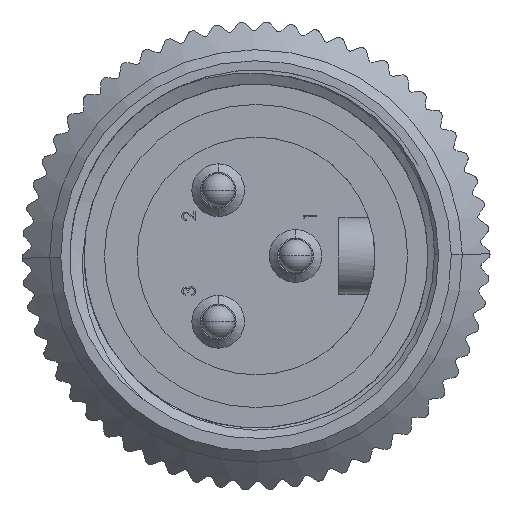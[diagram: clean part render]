
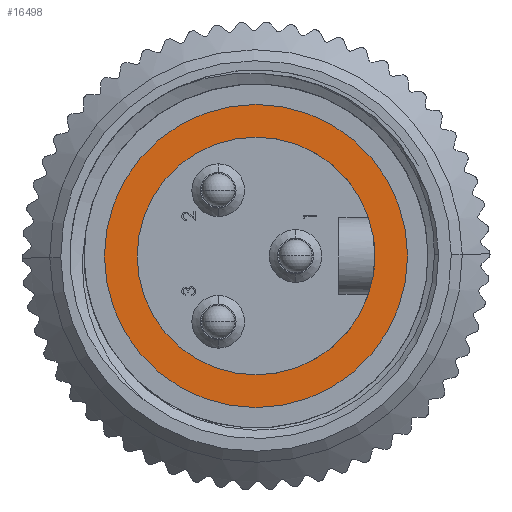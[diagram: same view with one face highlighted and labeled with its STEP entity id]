
A CAD part, left-side view. The second image highlights one B-rep face of the part: STEP entity #16498.
In plain terms, the highlighted planar face has unit normal (-1, 0, 0).
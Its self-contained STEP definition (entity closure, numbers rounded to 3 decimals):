
#702 = AXIS2_PLACEMENT_3D ( 'NONE', #38372, #17045, #41956 ) ;
#1044 = ORIENTED_EDGE ( 'NONE', *, *, #36641, .T. ) ;
#1680 = CARTESIAN_POINT ( 'NONE',  ( -9.525, 0., 0. ) ) ;
#2461 = PLANE ( 'NONE',  #21056 ) ;
#2471 = ORIENTED_EDGE ( 'NONE', *, *, #39708, .F. ) ;
#5254 = DIRECTION ( 'NONE',  ( 0., 0., 1. ) ) ;
#5459 = DIRECTION ( 'NONE',  ( -1., 0., 0. ) ) ;
#10071 = VERTEX_POINT ( 'NONE', #33745 ) ;
#14721 = VERTEX_POINT ( 'NONE', #36805 ) ;
#15463 = DIRECTION ( 'NONE',  ( -1., 0., 0. ) ) ;
#16250 = EDGE_LOOP ( 'NONE', ( #22394, #1044 ) ) ;
#16377 = CARTESIAN_POINT ( 'NONE',  ( -9.525, 0., 7.112 ) ) ;
#16498 = ADVANCED_FACE ( 'NONE', ( #31794, #22338 ), #2461, .F. ) ;
#16678 = DIRECTION ( 'NONE',  ( 1., 0., 0. ) ) ;
#16710 = CIRCLE ( 'NONE', #702, 9.068 ) ;
#17045 = DIRECTION ( 'NONE',  ( -1., 0., 0. ) ) ;
#18887 = EDGE_CURVE ( 'NONE', #14721, #24073, #45938, .T. ) ;
#20140 = AXIS2_PLACEMENT_3D ( 'NONE', #1680, #26519, #5254 ) ;
#20971 = CIRCLE ( 'NONE', #41068, 9.068 ) ;
#21056 = AXIS2_PLACEMENT_3D ( 'NONE', #38004, #16678, #41562 ) ;
#22338 = FACE_OUTER_BOUND ( 'NONE', #16250, .T. ) ;
#22394 = ORIENTED_EDGE ( 'NONE', *, *, #37912, .T. ) ;
#24073 = VERTEX_POINT ( 'NONE', #16377 ) ;
#24303 = AXIS2_PLACEMENT_3D ( 'NONE', #26722, #5459, #30270 ) ;
#25209 = CARTESIAN_POINT ( 'NONE',  ( -9.525, 0., -9.068 ) ) ;
#25413 = CIRCLE ( 'NONE', #24303, 7.112 ) ;
#26519 = DIRECTION ( 'NONE',  ( -1., 0., 0. ) ) ;
#26722 = CARTESIAN_POINT ( 'NONE',  ( -9.525, 0., 0. ) ) ;
#30157 = EDGE_LOOP ( 'NONE', ( #2471, #34931 ) ) ;
#30270 = DIRECTION ( 'NONE',  ( 0., 0., 1. ) ) ;
#31794 = FACE_BOUND ( 'NONE', #30157, .T. ) ;
#33745 = CARTESIAN_POINT ( 'NONE',  ( -9.525, 0., 9.068 ) ) ;
#34318 = VERTEX_POINT ( 'NONE', #25209 ) ;
#34931 = ORIENTED_EDGE ( 'NONE', *, *, #18887, .F. ) ;
#36641 = EDGE_CURVE ( 'NONE', #34318, #10071, #20971, .T. ) ;
#36801 = CARTESIAN_POINT ( 'NONE',  ( -9.525, 0., 0. ) ) ;
#36805 = CARTESIAN_POINT ( 'NONE',  ( -9.525, 0., -7.112 ) ) ;
#37912 = EDGE_CURVE ( 'NONE', #10071, #34318, #16710, .T. ) ;
#38004 = CARTESIAN_POINT ( 'NONE',  ( -9.525, 7.112, 0. ) ) ;
#38372 = CARTESIAN_POINT ( 'NONE',  ( -9.525, 0., 0. ) ) ;
#39708 = EDGE_CURVE ( 'NONE', #24073, #14721, #25413, .T. ) ;
#40349 = DIRECTION ( 'NONE',  ( 0., 0., 1. ) ) ;
#41068 = AXIS2_PLACEMENT_3D ( 'NONE', #36801, #15463, #40349 ) ;
#41562 = DIRECTION ( 'NONE',  ( 0., 0., -1. ) ) ;
#41956 = DIRECTION ( 'NONE',  ( 0., 0., 1. ) ) ;
#45938 = CIRCLE ( 'NONE', #20140, 7.112 ) ;
